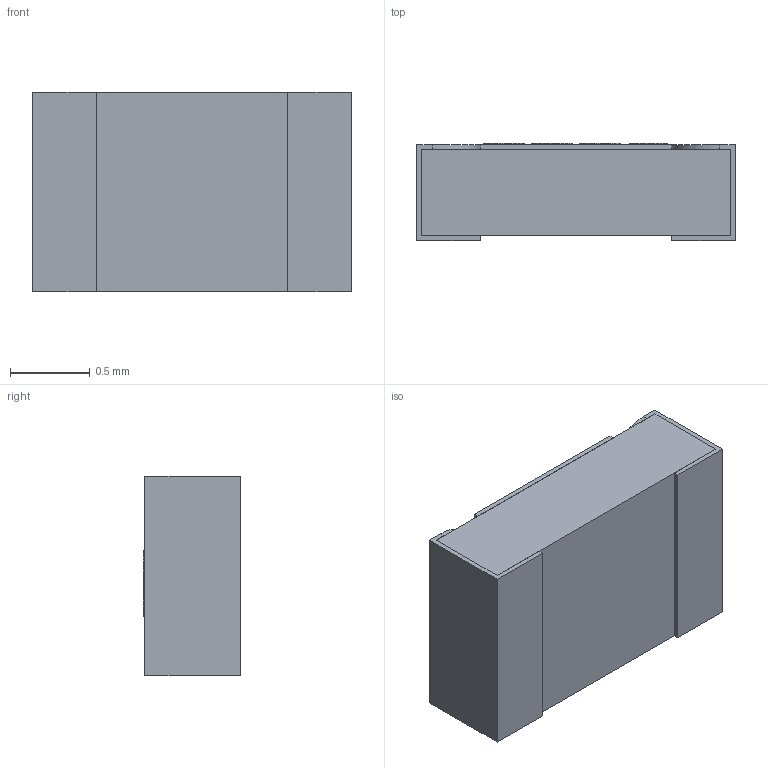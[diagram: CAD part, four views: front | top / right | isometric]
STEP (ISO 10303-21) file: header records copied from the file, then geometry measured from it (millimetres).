
FILE_DESCRIPTION(/* description */ (''),/* implementation_level */ '2;1');
FILE_NAME(/* name */ '0805_RES.stp',/* time_stamp */ '2016-08-24T12:22:08+08:00',/* author */ ('Antech-Enviro5'),/* organization */ (''),/* preprocessor_version */ 'ST-DEVELOPER v16.1',/* originating_system */ 'Autodesk Inventor 2016',/* authorisation */ '');
FILE_SCHEMA (('AUTOMOTIVE_DESIGN { 1 0 10303 214 3 1 1 }'));
Products named in the file (4): Encapsulation; capsule; TopCover; 0805_RES
Assembly tree (4 placements, depth 2):
  0805_RES
    Encapsulation  x2
    capsule
    TopCover
Bounding box: 2 x 0.61 x 1.25 mm (x, y, z)
Volume: 1.5 mm3; surface area: 18.4 mm2
Topology: 4 solids, 4 shells, 109 faces, 279 edges, 186 vertices
Faces by surface type: bspline 56, plane 49, cylinder 4
Entity records: 3513 total; most frequent: CARTESIAN_POINT 1417, ORIENTED_EDGE 498, EDGE_CURVE 249, DIRECTION 239, VERTEX_POINT 166, LINE 133, VECTOR 133, B_SPLINE_CURVE_WITH_KNOTS 112
